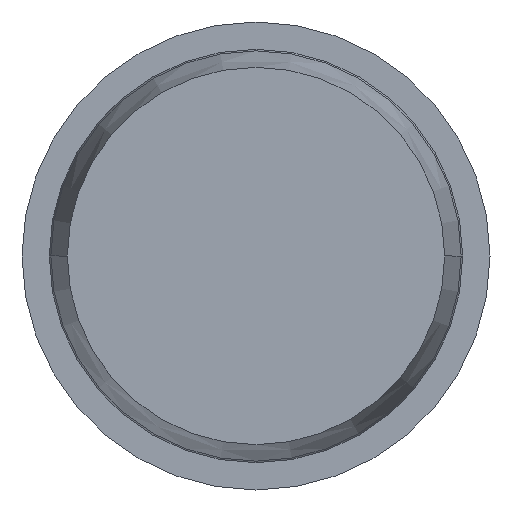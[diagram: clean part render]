
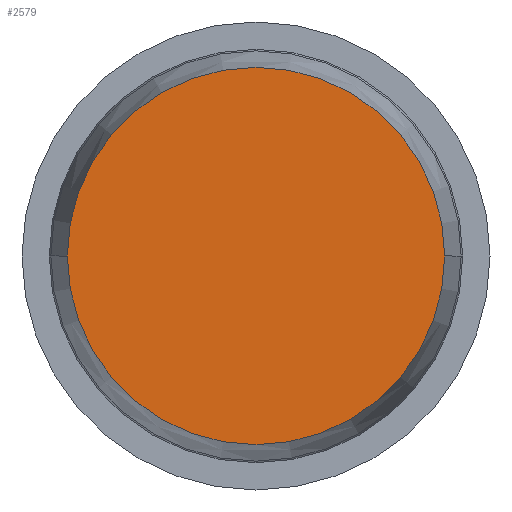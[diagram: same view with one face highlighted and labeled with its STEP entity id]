
A CAD part, front view. The second image highlights one B-rep face of the part: STEP entity #2579.
In plain terms, the highlighted planar face has unit normal (0, -1, 0).
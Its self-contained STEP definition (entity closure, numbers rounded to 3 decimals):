
#196 = ORIENTED_EDGE ( 'NONE', *, *, #3337, .T. ) ;
#243 = CARTESIAN_POINT ( 'NONE',  ( 0., -19., 0. ) ) ;
#297 = DIRECTION ( 'NONE',  ( 0., -1., 0. ) ) ;
#756 = EDGE_CURVE ( 'Defeature ausgef�hrt1_0+Defeature ausgef�hrt1_10+Defeature ausgef�hrt1_10+Defeature ausgef�hrt1_10', #3885, #978, #3525, .T. ) ;
#928 = CARTESIAN_POINT ( 'NONE',  ( 1.209, -19., 0. ) ) ;
#978 = VERTEX_POINT ( 'NONE', #928 ) ;
#1264 = CARTESIAN_POINT ( 'NONE',  ( -1.209, -19., 0. ) ) ;
#1511 = DIRECTION ( 'NONE',  ( 0., -1., 0. ) ) ;
#1583 = DIRECTION ( 'NONE',  ( 0., -1., 0. ) ) ;
#1902 = AXIS2_PLACEMENT_3D ( 'NONE', #3412, #297, #3763 ) ;
#2569 = AXIS2_PLACEMENT_3D ( 'NONE', #3234, #1511, #4304 ) ;
#2579 = ADVANCED_FACE ( 'Defeature ausgef�hrt1_0', ( #3959 ), #3676, .T. ) ;
#2681 = DIRECTION ( 'NONE',  ( 1., 0., 0. ) ) ;
#2886 = AXIS2_PLACEMENT_3D ( 'NONE', #243, #1583, #2681 ) ;
#3234 = CARTESIAN_POINT ( 'NONE',  ( 0., -19., 0. ) ) ;
#3337 = EDGE_CURVE ( 'Defeature ausgef�hrt1_0+Defeature ausgef�hrt1_10+Defeature ausgef�hrt1_10+Defeature ausgef�hrt1_10', #978, #3885, #3692, .T. ) ;
#3412 = CARTESIAN_POINT ( 'NONE',  ( 0., -19., 0. ) ) ;
#3525 = CIRCLE ( 'NONE', #1902, 1.209 ) ;
#3667 = ORIENTED_EDGE ( 'NONE', *, *, #756, .T. ) ;
#3676 = PLANE ( 'NONE',  #2886 ) ;
#3692 = CIRCLE ( 'NONE', #2569, 1.209 ) ;
#3726 = EDGE_LOOP ( 'NONE', ( #3667, #196 ) ) ;
#3763 = DIRECTION ( 'NONE',  ( 1., 0., 0. ) ) ;
#3885 = VERTEX_POINT ( 'NONE', #1264 ) ;
#3959 = FACE_OUTER_BOUND ( 'NONE', #3726, .T. ) ;
#4304 = DIRECTION ( 'NONE',  ( 1., 0., 0. ) ) ;
